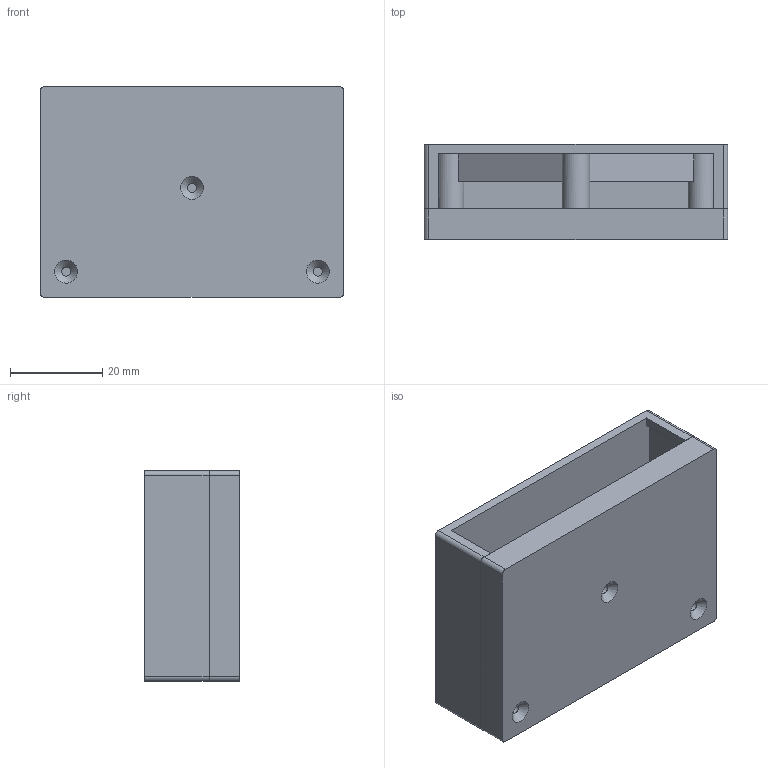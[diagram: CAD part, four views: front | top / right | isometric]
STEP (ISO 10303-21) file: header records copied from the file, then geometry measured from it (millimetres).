
FILE_DESCRIPTION(/* description */ (''),/* implementation_level */ '2;1');
FILE_NAME(/* name */ 'Enclosure.step',/* time_stamp */ '2022-03-14T12:51:05+01:00',/* author */ (''),/* organization */ (''),/* preprocessor_version */ 'ST-DEVELOPER v18.1',/* originating_system */ 'Autodesk Translation Framework v10.13.0.1454',/* authorisation */ '');
FILE_SCHEMA (('AUTOMOTIVE_DESIGN { 1 0 10303 214 3 1 1 }'));
Length unit declared in the file: millimetre
Products named in the file (1): DSMR Splitter
Bounding box: 65.82 x 20.6 x 45.76 mm (x, y, z)
Volume: 23866.3 mm3; surface area: 25916.6 mm2
Topology: 3 solids, 3 shells, 463 faces, 1326 edges, 883 vertices
Faces by surface type: plane 426, cylinder 34, cone 3
Full cylindrical faces by diameter (mm): 1.5 x5, 2 x6, 5 x1, 6 x6
Entity records: 14979 total; most frequent: CARTESIAN_POINT 2673, ORIENTED_EDGE 2652, DIRECTION 2343, EDGE_CURVE 1326, LINE 1237, VECTOR 1237, VERTEX_POINT 883, AXIS2_PLACEMENT_3D 553
